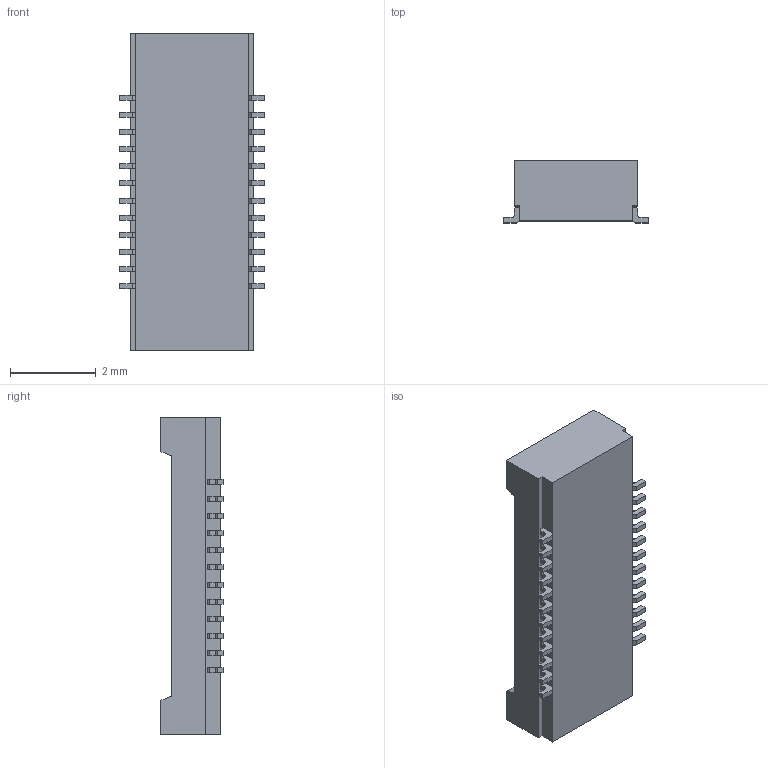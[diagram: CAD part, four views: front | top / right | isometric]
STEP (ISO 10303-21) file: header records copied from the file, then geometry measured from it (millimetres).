
FILE_DESCRIPTION(('CoCreate Modeling STEP Export'),'2;1');
FILE_NAME('DF40C-24DS.stp','2009-12-09T16:55:14',(''),(''),'CoCreate Modeling STEP processor for AP214 (Solid Model)','CoCreate Modeling 16.00B 02-Dec-2008 (C) Parametric Technology GmbH','');
FILE_SCHEMA(('AUTOMOTIVE_DESIGN { 1 0 10303 214 1 1 1 1 }'));
Length unit declared in the file: millimetre
Products named in the file (1): C24
Bounding box: 3.38 x 1.45 x 7.4 mm (x, y, z)
Volume: 18.5 mm3; surface area: 101.4 mm2
Topology: 1 solids, 1 shells, 635 faces, 1706 edges, 1124 vertices
Faces by surface type: plane 489, cylinder 132, cone 14
Entity records: 19572 total; most frequent: CARTESIAN_POINT 3637, ORIENTED_EDGE 3412, DIRECTION 3085, EDGE_CURVE 1706, VECTOR 1417, LINE 1417, VERTEX_POINT 1124, AXIS2_PLACEMENT_3D 834
